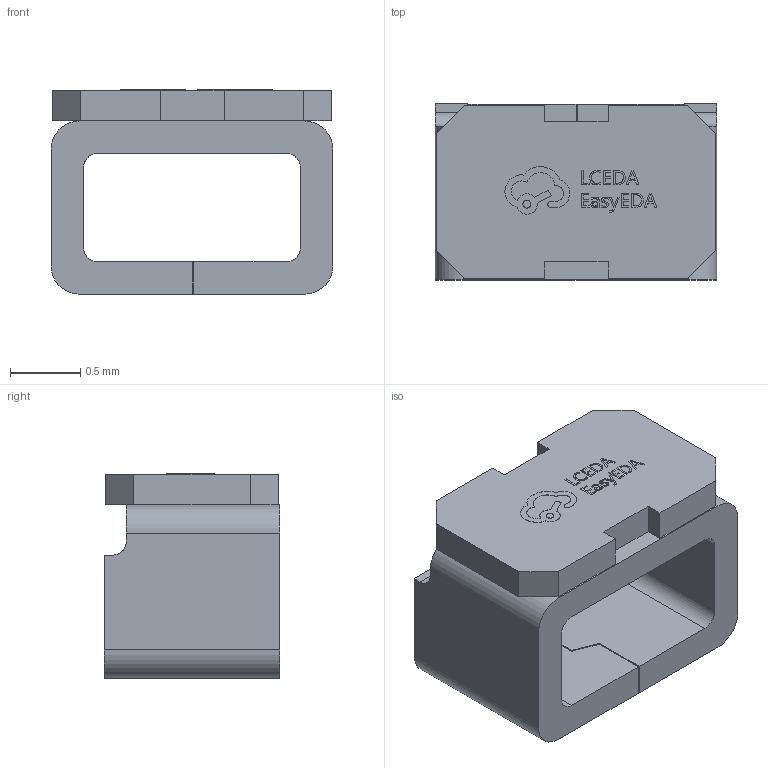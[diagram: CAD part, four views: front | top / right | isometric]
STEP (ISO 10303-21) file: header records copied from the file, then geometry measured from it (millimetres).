
FILE_DESCRIPTION (( 'STEP AP214' ), '1' );
FILE_NAME ('TEST-RING.step', '2022-07-05T11:01:48', ( '' ), ( '' ), 'SwSTEP 2.0', 'SolidWorks 2020', '' );
FILE_SCHEMA (( 'AUTOMOTIVE_DESIGN' ));
Length unit declared in the file: millimetre
Products named in the file (1): TEST-RING
Bounding box: 2 x 1.25 x 1.45 mm (x, y, z)
Volume: 2 mm3; surface area: 18.3 mm2
Topology: 1 solids, 1 shells, 278 faces, 769 edges, 512 vertices
Faces by surface type: plane 170, bspline 98, cylinder 10
Entity records: 11761 total; most frequent: CARTESIAN_POINT 2890, ORIENTED_EDGE 1538, DIRECTION 949, EDGE_CURVE 769, LINE 547, VECTOR 547, VERTEX_POINT 512, EDGE_LOOP 297
